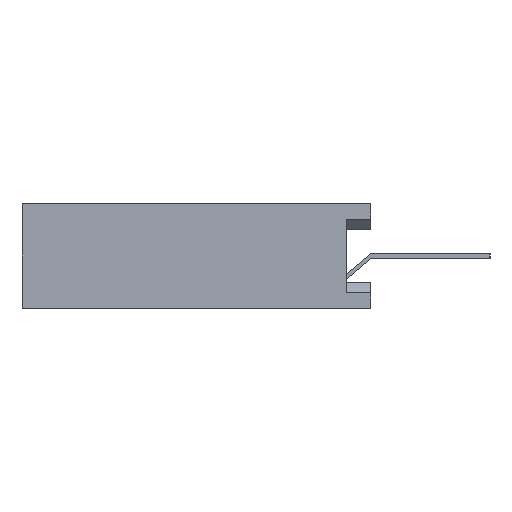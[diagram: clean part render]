
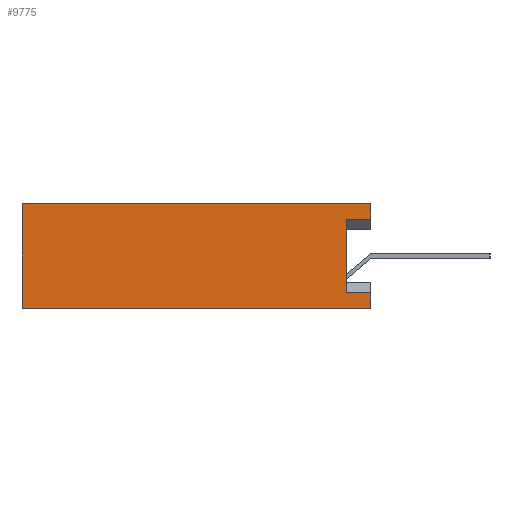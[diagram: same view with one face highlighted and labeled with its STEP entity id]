
A CAD part, left-side view. The second image highlights one B-rep face of the part: STEP entity #9775.
In plain terms, the highlighted planar face has unit normal (-1, 0, 0).
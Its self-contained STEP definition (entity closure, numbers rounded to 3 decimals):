
#17=DIRECTION('',(0.,-1.,0.));
#18=VECTOR('',#17,8.5);
#19=CARTESIAN_POINT('',(-15.24,4.25,-1.27));
#20=LINE('',#19,#18);
#421=DIRECTION('',(0.,0.,1.));
#422=VECTOR('',#421,0.37);
#423=CARTESIAN_POINT('',(-15.24,-4.25,-1.27));
#424=LINE('',#423,#422);
#437=DIRECTION('',(0.,0.,1.));
#438=VECTOR('',#437,0.37);
#439=CARTESIAN_POINT('',(-15.24,-4.25,0.9));
#440=LINE('',#439,#438);
#741=DIRECTION('',(0.,0.,1.));
#742=VECTOR('',#741,2.54);
#743=CARTESIAN_POINT('',(-15.24,4.25,-1.27));
#744=LINE('',#743,#742);
#745=DIRECTION('',(0.,1.,0.));
#746=VECTOR('',#745,0.6);
#747=CARTESIAN_POINT('',(-15.24,-4.25,0.9));
#748=LINE('',#747,#746);
#749=DIRECTION('',(0.,0.,1.));
#750=VECTOR('',#749,1.8);
#751=CARTESIAN_POINT('',(-15.24,-3.65,-0.9));
#752=LINE('',#751,#750);
#753=DIRECTION('',(0.,1.,0.));
#754=VECTOR('',#753,0.6);
#755=CARTESIAN_POINT('',(-15.24,-4.25,-0.9));
#756=LINE('',#755,#754);
#1461=DIRECTION('',(0.,-1.,0.));
#1462=VECTOR('',#1461,8.5);
#1463=CARTESIAN_POINT('',(-15.24,4.25,1.27));
#1464=LINE('',#1463,#1462);
#6673=CARTESIAN_POINT('',(-15.24,4.25,-1.27));
#6674=CARTESIAN_POINT('',(-15.24,-4.25,-1.27));
#6675=VERTEX_POINT('',#6673);
#6676=VERTEX_POINT('',#6674);
#6681=CARTESIAN_POINT('',(-15.24,4.25,1.27));
#6682=CARTESIAN_POINT('',(-15.24,-4.25,1.27));
#6683=VERTEX_POINT('',#6681);
#6684=VERTEX_POINT('',#6682);
#6809=CARTESIAN_POINT('',(-15.24,-4.25,-0.9));
#6810=VERTEX_POINT('',#6809);
#6811=CARTESIAN_POINT('',(-15.24,-4.25,0.9));
#6812=VERTEX_POINT('',#6811);
#6825=CARTESIAN_POINT('',(-15.24,-3.65,-0.9));
#6826=CARTESIAN_POINT('',(-15.24,-3.65,0.9));
#6827=VERTEX_POINT('',#6825);
#6828=VERTEX_POINT('',#6826);
#9755=CARTESIAN_POINT('',(-15.24,4.25,-1.27));
#9756=DIRECTION('',(-1.,0.,0.));
#9757=DIRECTION('',(0.,-1.,0.));
#9758=AXIS2_PLACEMENT_3D('',#9755,#9756,#9757);
#9759=PLANE('',#9758);
#9760=ORIENTED_EDGE('',*,*,#9364,.F.);
#9761=ORIENTED_EDGE('',*,*,#8846,.F.);
#9763=ORIENTED_EDGE('',*,*,#9762,.T.);
#9765=ORIENTED_EDGE('',*,*,#9764,.T.);
#9766=ORIENTED_EDGE('',*,*,#9380,.F.);
#9768=ORIENTED_EDGE('',*,*,#9767,.T.);
#9770=ORIENTED_EDGE('',*,*,#9769,.F.);
#9772=ORIENTED_EDGE('',*,*,#9771,.F.);
#9773=EDGE_LOOP('',(#9760,#9761,#9763,#9765,#9766,#9768,#9770,#9772));
#9774=FACE_OUTER_BOUND('',#9773,.F.);
#9775=ADVANCED_FACE('',(#9774),#9759,.T.);
#8846=EDGE_CURVE('',#6675,#6676,#20,.T.);
#9364=EDGE_CURVE('',#6676,#6810,#424,.T.);
#9380=EDGE_CURVE('',#6812,#6684,#440,.T.);
#9762=EDGE_CURVE('',#6675,#6683,#744,.T.);
#9764=EDGE_CURVE('',#6683,#6684,#1464,.T.);
#9767=EDGE_CURVE('',#6812,#6828,#748,.T.);
#9769=EDGE_CURVE('',#6827,#6828,#752,.T.);
#9771=EDGE_CURVE('',#6810,#6827,#756,.T.);
